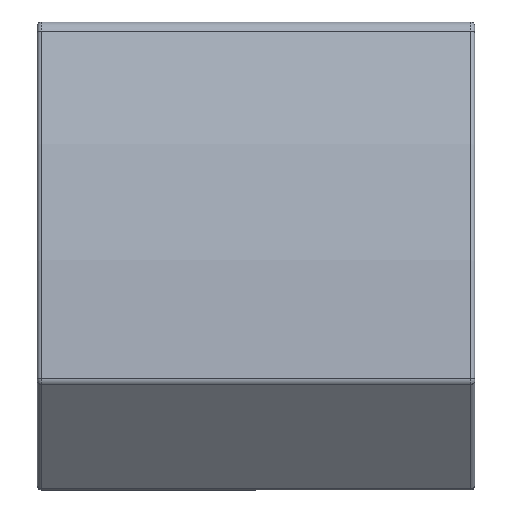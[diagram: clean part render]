
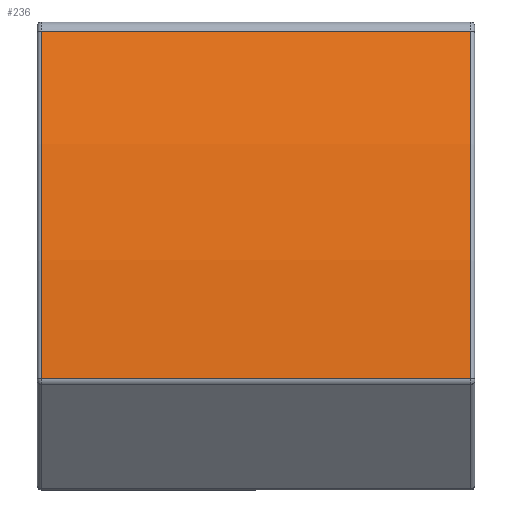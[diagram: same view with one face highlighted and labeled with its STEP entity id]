
A CAD part, top view. The second image highlights one B-rep face of the part: STEP entity #236.
In plain terms, the highlighted cylindrical face has radius 450 mm (diameter 900 mm), a partial arc.
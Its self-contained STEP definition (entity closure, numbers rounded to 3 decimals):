
#31 = CARTESIAN_POINT ( 'NONE',  ( -77.5, 75.731, -35.309 ) ) ;
#33 = DIRECTION ( 'NONE',  ( 1., 0., 0. ) ) ;
#225 = FACE_OUTER_BOUND ( 'NONE', #1979, .T. ) ;
#236 = ADVANCED_FACE ( 'NONE', ( #225 ), #1165, .T. ) ;
#272 = CARTESIAN_POINT ( 'NONE',  ( -77.5, -80.037, -457.49 ) ) ;
#290 = EDGE_CURVE ( 'NONE', #464, #352, #2224, .T. ) ;
#352 = VERTEX_POINT ( 'NONE', #965 ) ;
#432 = CARTESIAN_POINT ( 'NONE',  ( -79., -80.037, -457.49 ) ) ;
#460 = CARTESIAN_POINT ( 'NONE',  ( -77.5, -49.798, -8.507 ) ) ;
#464 = VERTEX_POINT ( 'NONE', #2268 ) ;
#525 = CARTESIAN_POINT ( 'NONE',  ( -79., 75.731, -35.309 ) ) ;
#611 = AXIS2_PLACEMENT_3D ( 'NONE', #2016, #695, #654 ) ;
#654 = DIRECTION ( 'NONE',  ( 0., 1., 0. ) ) ;
#695 = DIRECTION ( 'NONE',  ( -1., 0., 0. ) ) ;
#871 = LINE ( 'NONE', #891, #1015 ) ;
#891 = CARTESIAN_POINT ( 'NONE',  ( -79., -49.798, -8.507 ) ) ;
#965 = CARTESIAN_POINT ( 'NONE',  ( 77.5, 75.731, -35.309 ) ) ;
#973 = EDGE_CURVE ( 'NONE', #1634, #1417, #2171, .T. ) ;
#991 = VECTOR ( 'NONE', #1304, 1000. ) ;
#1002 = DIRECTION ( 'NONE',  ( 1., 0., 0. ) ) ;
#1015 = VECTOR ( 'NONE', #1625, 1000. ) ;
#1029 = DIRECTION ( 'NONE',  ( 0., 0., -1. ) ) ;
#1121 = ORIENTED_EDGE ( 'NONE', *, *, #1182, .T. ) ;
#1165 = CYLINDRICAL_SURFACE ( 'NONE', #2259, 450. ) ;
#1182 = EDGE_CURVE ( 'NONE', #1417, #464, #871, .T. ) ;
#1190 = DIRECTION ( 'NONE',  ( 0., -1., 0. ) ) ;
#1304 = DIRECTION ( 'NONE',  ( 1., 0., 0. ) ) ;
#1417 = VERTEX_POINT ( 'NONE', #460 ) ;
#1625 = DIRECTION ( 'NONE',  ( 1., 0., 0. ) ) ;
#1634 = VERTEX_POINT ( 'NONE', #31 ) ;
#1644 = AXIS2_PLACEMENT_3D ( 'NONE', #272, #33, #1190 ) ;
#1675 = LINE ( 'NONE', #525, #991 ) ;
#1798 = ORIENTED_EDGE ( 'NONE', *, *, #290, .T. ) ;
#1979 = EDGE_LOOP ( 'NONE', ( #1121, #1798, #2094, #2447 ) ) ;
#2016 = CARTESIAN_POINT ( 'NONE',  ( 77.5, -80.037, -457.49 ) ) ;
#2094 = ORIENTED_EDGE ( 'NONE', *, *, #2261, .F. ) ;
#2171 = CIRCLE ( 'NONE', #1644, 450. ) ;
#2224 = CIRCLE ( 'NONE', #611, 450. ) ;
#2259 = AXIS2_PLACEMENT_3D ( 'NONE', #432, #1002, #1029 ) ;
#2261 = EDGE_CURVE ( 'NONE', #1634, #352, #1675, .T. ) ;
#2268 = CARTESIAN_POINT ( 'NONE',  ( 77.5, -49.798, -8.507 ) ) ;
#2447 = ORIENTED_EDGE ( 'NONE', *, *, #973, .T. ) ;
